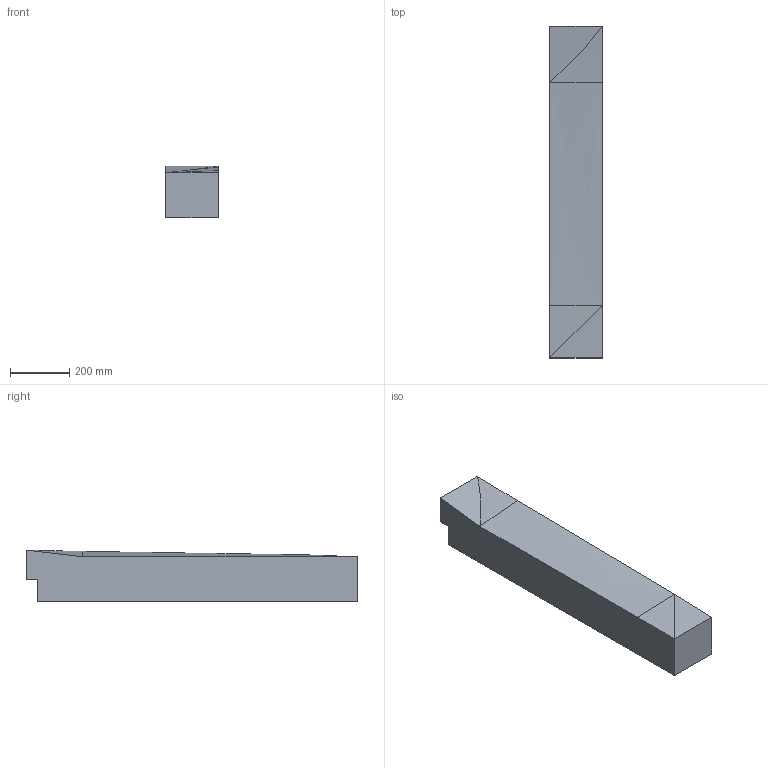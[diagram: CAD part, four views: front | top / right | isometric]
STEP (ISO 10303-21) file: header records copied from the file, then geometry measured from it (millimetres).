
FILE_DESCRIPTION(/* description */ (''),/* implementation_level */ '2;1');
FILE_NAME(/* name */ 'Screen sill C - 1.step',/* time_stamp */ '2022-10-14T09:12:03-05:00',/* author */ (''),/* organization */ (''),/* preprocessor_version */ 'ST-DEVELOPER v19',/* originating_system */ 'Autodesk Translation Framework v11.7.0.108',/* authorisation */ '');
FILE_SCHEMA (('AUTOMOTIVE_DESIGN { 1 0 10303 214 3 1 1 }'));
Length unit declared in the file: inch
Products named in the file (1): Screen sill C - 1
Bounding box: 177.8 x 1120.78 x 174.62 mm (x, y, z)
Volume: 28420468.4 mm3; surface area: 822430.2 mm2
Topology: 1 solids, 1 shells, 20 faces, 51 edges, 33 vertices
Faces by surface type: plane 18, bspline 2
Entity records: 664 total; most frequent: CARTESIAN_POINT 146, ORIENTED_EDGE 102, DIRECTION 87, EDGE_CURVE 51, LINE 49, VECTOR 49, VERTEX_POINT 33, FACE_OUTER_BOUND 20
